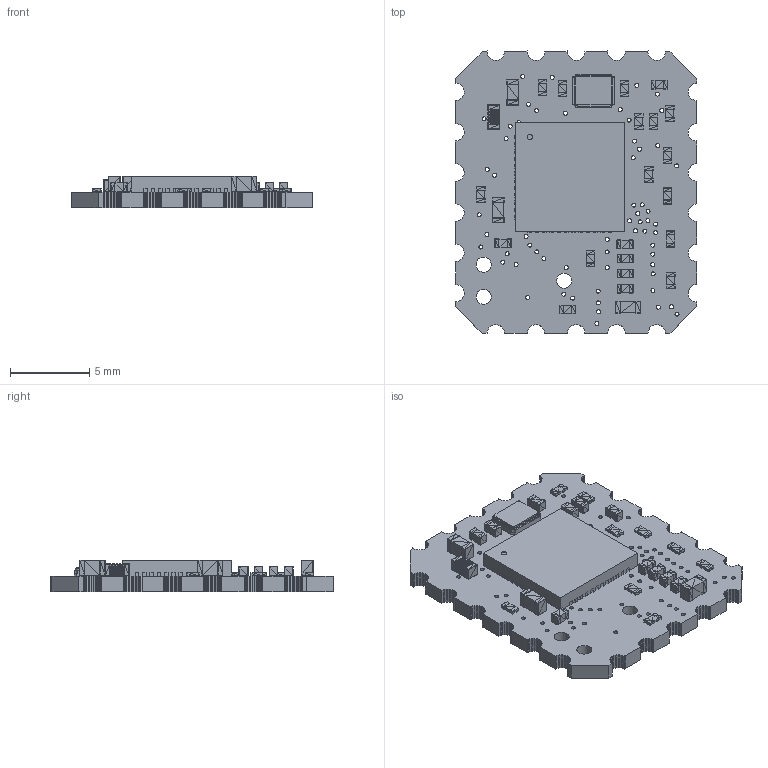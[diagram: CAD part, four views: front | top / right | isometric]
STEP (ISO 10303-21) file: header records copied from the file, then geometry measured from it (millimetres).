
FILE_DESCRIPTION(('for SolidWorks'),'2;1');
FILE_NAME('STM32small.step','2014-08-16T19:00:34',('chris'),(''), 'Open CASCADE STEP processor 6.6','Diptrace','Unknown');
FILE_SCHEMA(('AUTOMOTIVE_DESIGN { 1 0 10303 214 1 1 1 1 }'));
Length unit declared in the file: millimetre
Products named in the file (8): PCB; Board; Model_2; Model_4; cap_0402; cap_0603; ind_0603; res_0402
Assembly tree (27 placements, depth 2):
  PCB
    Board
    Model_2
    Model_4
    cap_0402  x11
    cap_0603  x3
    ind_0603
    res_0402  x9
Bounding box: 15.28 x 17.85 x 2.01 mm (x, y, z)
Volume: 245.2 mm3; surface area: 889.1 mm2
Topology: 1 solids, 27 shells, 4053 faces, 7437 edges, 3442 vertices
Faces by surface type: plane 3857, cylinder 196
Full cylindrical faces by diameter (mm): 0.254 x61, 0.33 x49, 0.95 x3
Entity records: 51156 total; most frequent: CARTESIAN_POINT 7480, ORIENTED_EDGE 7434, DIRECTION 7311, EDGE_CURVE 3717, LINE 3325, VECTOR 3325, VERTEX_POINT 2162, AXIS2_PLACEMENT_3D 1993
